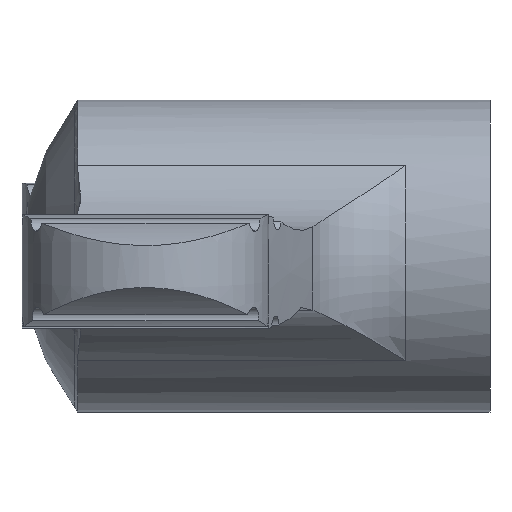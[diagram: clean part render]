
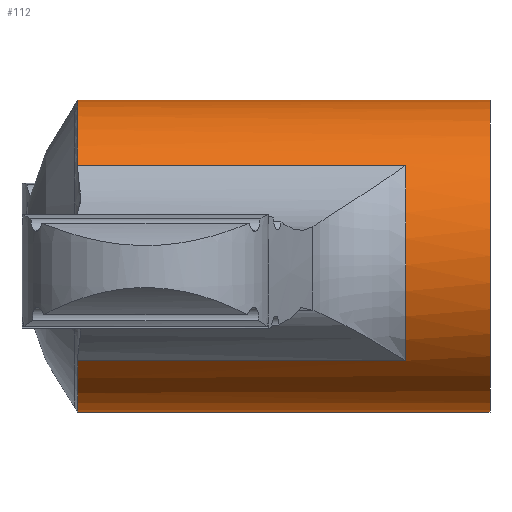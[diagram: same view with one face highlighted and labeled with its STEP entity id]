
A CAD part, left-side view. The second image highlights one B-rep face of the part: STEP entity #112.
In plain terms, the highlighted cylindrical face has radius 6 mm (diameter 12 mm), a full revolution.
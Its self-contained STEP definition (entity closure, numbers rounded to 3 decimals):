
#112 = ADVANCED_FACE( '', ( #253, #254 ), #255, .T. );
#253 = FACE_OUTER_BOUND( '', #423, .T. );
#254 = FACE_OUTER_BOUND( '', #424, .T. );
#255 = CYLINDRICAL_SURFACE( '', #425, 6. );
#423 = EDGE_LOOP( '', ( #684 ) );
#424 = EDGE_LOOP( '', ( #685, #686, #687, #688, #689, #690, #691, #692 ) );
#425 = AXIS2_PLACEMENT_3D( '', #693, #694, #695 );
#684 = ORIENTED_EDGE( '', *, *, #1102, .F. );
#685 = ORIENTED_EDGE( '', *, *, #1103, .T. );
#686 = ORIENTED_EDGE( '', *, *, #1104, .F. );
#687 = ORIENTED_EDGE( '', *, *, #1066, .F. );
#688 = ORIENTED_EDGE( '', *, *, #1023, .T. );
#689 = ORIENTED_EDGE( '', *, *, #1105, .T. );
#690 = ORIENTED_EDGE( '', *, *, #1057, .F. );
#691 = ORIENTED_EDGE( '', *, *, #1064, .F. );
#692 = ORIENTED_EDGE( '', *, *, #1106, .T. );
#693 = CARTESIAN_POINT( '', ( 0., 0., 0. ) );
#694 = DIRECTION( '', ( 0., 1., 0. ) );
#695 = DIRECTION( '', ( 0., 0., -1. ) );
#1023 = EDGE_CURVE( '', #1207, #1220, #1222, .T. );
#1057 = EDGE_CURVE( '', #1279, #1281, #1282, .T. );
#1064 = EDGE_CURVE( '', #1291, #1279, #1293, .T. );
#1066 = EDGE_CURVE( '', #1207, #1295, #1296, .T. );
#1102 = EDGE_CURVE( '', #1349, #1349, #1350, .T. );
#1103 = EDGE_CURVE( '', #1351, #1352, #1353, .T. );
#1104 = EDGE_CURVE( '', #1295, #1352, #1354, .T. );
#1105 = EDGE_CURVE( '', #1220, #1281, #1355, .T. );
#1106 = EDGE_CURVE( '', #1291, #1351, #1356, .T. );
#1207 = VERTEX_POINT( '', #1491 );
#1220 = VERTEX_POINT( '', #1532 );
#1222 = LINE( '', #1547, #1548 );
#1279 = VERTEX_POINT( '', #1667 );
#1281 = VERTEX_POINT( '', #1674 );
#1282 = LINE( '', #1675, #1676 );
#1291 = VERTEX_POINT( '', #1706 );
#1293 = CIRCLE( '', #1715, 6. );
#1295 = VERTEX_POINT( '', #1717 );
#1296 = CIRCLE( '', #1718, 6. );
#1349 = VERTEX_POINT( '', #1872 );
#1350 = CIRCLE( '', #1873, 6. );
#1351 = VERTEX_POINT( '', #1874 );
#1352 = VERTEX_POINT( '', #1875 );
#1353 = CIRCLE( '', #1876, 6. );
#1354 = LINE( '', #1877, #1878 );
#1355 = CIRCLE( '', #1879, 6. );
#1356 = LINE( '', #1880, #1881 );
#1491 = CARTESIAN_POINT( '', ( -4.881, 15.862, 3.49 ) );
#1532 = CARTESIAN_POINT( '', ( -4.881, 3.239, 3.49 ) );
#1547 = CARTESIAN_POINT( '', ( -4.881, 44.5, 3.49 ) );
#1548 = VECTOR( '', #2361, 1000. );
#1667 = CARTESIAN_POINT( '', ( -4.446, 15.862, -4.03 ) );
#1674 = CARTESIAN_POINT( '', ( -4.446, 3.239, -4.03 ) );
#1675 = CARTESIAN_POINT( '', ( -4.446, 44.5, -4.03 ) );
#1676 = VECTOR( '', #2377, 1000. );
#1706 = CARTESIAN_POINT( '', ( 4.881, 15.862, -3.49 ) );
#1715 = AXIS2_PLACEMENT_3D( '', #2381, #2382, #2383 );
#1717 = CARTESIAN_POINT( '', ( 4.446, 15.862, 4.03 ) );
#1718 = AXIS2_PLACEMENT_3D( '', #2387, #2388, #2389 );
#1872 = CARTESIAN_POINT( '', ( 0., 0., -6. ) );
#1873 = AXIS2_PLACEMENT_3D( '', #2411, #2412, #2413 );
#1874 = CARTESIAN_POINT( '', ( 4.881, 3.239, -3.49 ) );
#1875 = CARTESIAN_POINT( '', ( 4.446, 3.239, 4.03 ) );
#1876 = AXIS2_PLACEMENT_3D( '', #2414, #2415, #2416 );
#1877 = CARTESIAN_POINT( '', ( 4.446, 44.5, 4.03 ) );
#1878 = VECTOR( '', #2417, 1000. );
#1879 = AXIS2_PLACEMENT_3D( '', #2418, #2419, #2420 );
#1880 = CARTESIAN_POINT( '', ( 4.881, 44.5, -3.49 ) );
#1881 = VECTOR( '', #2421, 1000. );
#2361 = DIRECTION( '', ( 0., -1., 0. ) );
#2377 = DIRECTION( '', ( 0., -1., 0. ) );
#2381 = CARTESIAN_POINT( '', ( 0., 15.862, 0. ) );
#2382 = DIRECTION( '', ( 0., 1., 0. ) );
#2383 = DIRECTION( '', ( 0., 0., 1. ) );
#2387 = CARTESIAN_POINT( '', ( 0., 15.862, 0. ) );
#2388 = DIRECTION( '', ( 0., 1., 0. ) );
#2389 = DIRECTION( '', ( 0., 0., 1. ) );
#2411 = CARTESIAN_POINT( '', ( 0., 0., 0. ) );
#2412 = DIRECTION( '', ( 0., -1., 0. ) );
#2413 = DIRECTION( '', ( 0., 0., -1. ) );
#2414 = CARTESIAN_POINT( '', ( 0., 3.239, 0. ) );
#2415 = DIRECTION( '', ( 0., -1., 0. ) );
#2416 = DIRECTION( '', ( 0., 0., -1. ) );
#2417 = DIRECTION( '', ( 0., -1., 0. ) );
#2418 = CARTESIAN_POINT( '', ( 0., 3.239, 0. ) );
#2419 = DIRECTION( '', ( 0., -1., 0. ) );
#2420 = DIRECTION( '', ( 0., 0., -1. ) );
#2421 = DIRECTION( '', ( 0., -1., 0. ) );
